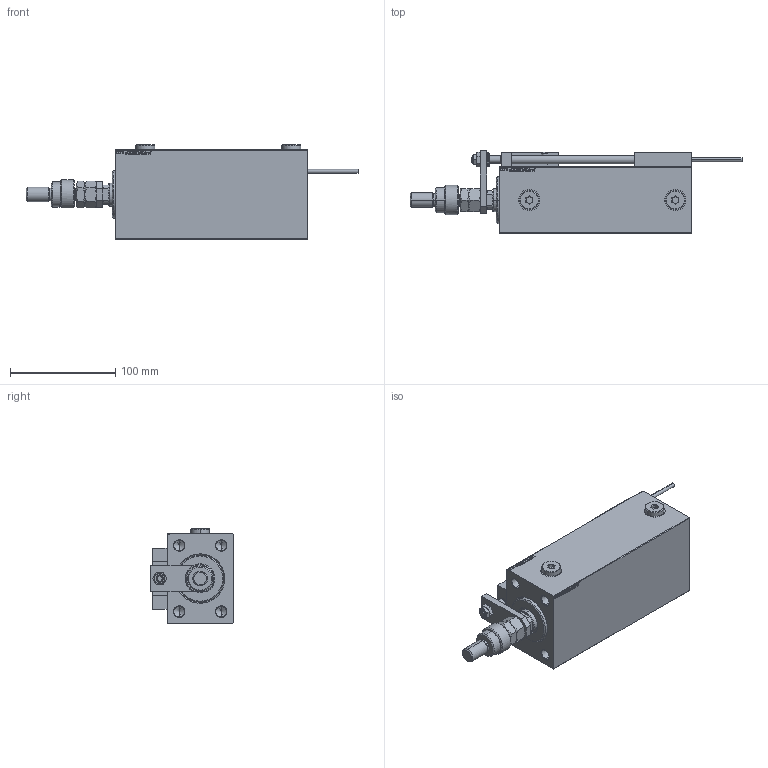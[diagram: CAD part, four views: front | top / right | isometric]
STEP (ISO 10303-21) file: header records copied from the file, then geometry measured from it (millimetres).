
FILE_DESCRIPTION (( 'STEP AP203' ), '1' );
FILE_NAME ('2d71.STEP', '2024-02-13T02:19:24', ( '' ), ( '' ), 'SwSTEP 2.0', 'SolidWorks 2019', '' );
FILE_SCHEMA (( 'CONFIG_CONTROL_DESIGN' ));
Length unit declared in the file: millimetre
Products named in the file (20): V450CM_VC_B ad8a0b907a6126eff0ad3d29b69669d5; KONCOVKA ad8a0b907a6126eff0ad3d29b69669d5; MAGNET ad8a0b907a6126eff0ad3d29b69669d5; MFA ad8a0b907a6126eff0ad3d29b69669d5; ALLEN BOLT D8 ad8a0b907a6126eff0ad3d29b69669d5; Zatka_OIL_PORT ad8a0b907a6126eff0ad3d29b69669d5; X_Y_DFA ad8a0b907a6126eff0ad3d29b69669d5; NUT_D12 ad8a0b907a6126eff0ad3d29b69669d5; NUT_D10 ad8a0b907a6126eff0ad3d29b69669d5; SWITCH_X_FRONT_BACK ad8a0b907a6126eff0ad3d29b69669d5; Block ad8a0b907a6126eff0ad3d29b69669d5; TYC_L79 ad8a0b907a6126eff0ad3d29b69669d5; SWITCH X ad8a0b907a6126eff0ad3d29b69669d5; 2d71; FEMALE_PART_FOR_DFA ad8a0b907a6126eff0ad3d29b69669d5; V450CM_B_VCP ad8a0b907a6126eff0ad3d29b69669d5; ALLEN BOLT D5 ad8a0b907a6126eff0ad3d29b69669d5; V450CM_B_Body ad8a0b907a6126eff0ad3d29b69669d5; SWITCH DIM B,W ad8a0b907a6126eff0ad3d29b69669d5; ZARAZKA ad8a0b907a6126eff0ad3d29b69669d5
Assembly tree (30 placements, depth 3):
  2d71
    V450CM_B_Body ad8a0b907a6126eff0ad3d29b69669d5
    V450CM_B_VCP ad8a0b907a6126eff0ad3d29b69669d5
    SWITCH X ad8a0b907a6126eff0ad3d29b69669d5
      SWITCH_X_FRONT_BACK ad8a0b907a6126eff0ad3d29b69669d5  x2
      TYC_L79 ad8a0b907a6126eff0ad3d29b69669d5
      Block ad8a0b907a6126eff0ad3d29b69669d5  x2
      ALLEN BOLT D5 ad8a0b907a6126eff0ad3d29b69669d5  x4
      ALLEN BOLT D8 ad8a0b907a6126eff0ad3d29b69669d5  x4
      MAGNET ad8a0b907a6126eff0ad3d29b69669d5  x2
      KONCOVKA ad8a0b907a6126eff0ad3d29b69669d5  x2
    NUT_D10 ad8a0b907a6126eff0ad3d29b69669d5
    NUT_D12 ad8a0b907a6126eff0ad3d29b69669d5
    SWITCH DIM B,W ad8a0b907a6126eff0ad3d29b69669d5
    ZARAZKA ad8a0b907a6126eff0ad3d29b69669d5
    V450CM_VC_B ad8a0b907a6126eff0ad3d29b69669d5
    X_Y_DFA ad8a0b907a6126eff0ad3d29b69669d5
      FEMALE_PART_FOR_DFA ad8a0b907a6126eff0ad3d29b69669d5
      MFA ad8a0b907a6126eff0ad3d29b69669d5
    Zatka_OIL_PORT ad8a0b907a6126eff0ad3d29b69669d5  x2
Bounding box: 316 x 78.5 x 89.9 mm (x, y, z)
Volume: 936514.1 mm3; surface area: 154412.9 mm2
Topology: 28 solids, 28 shells, 1457 faces, 3454 edges, 2174 vertices
Faces by surface type: plane 623, bspline 380, cylinder 213, cone 189, torus 48, sphere 4
Entity records: 55333 total; most frequent: CARTESIAN_POINT 27240, ORIENTED_EDGE 5816, DIRECTION 4155, EDGE_CURVE 2908, VERTEX_POINT 1874, VECTOR 1633, LINE 1633, EDGE_LOOP 1354
